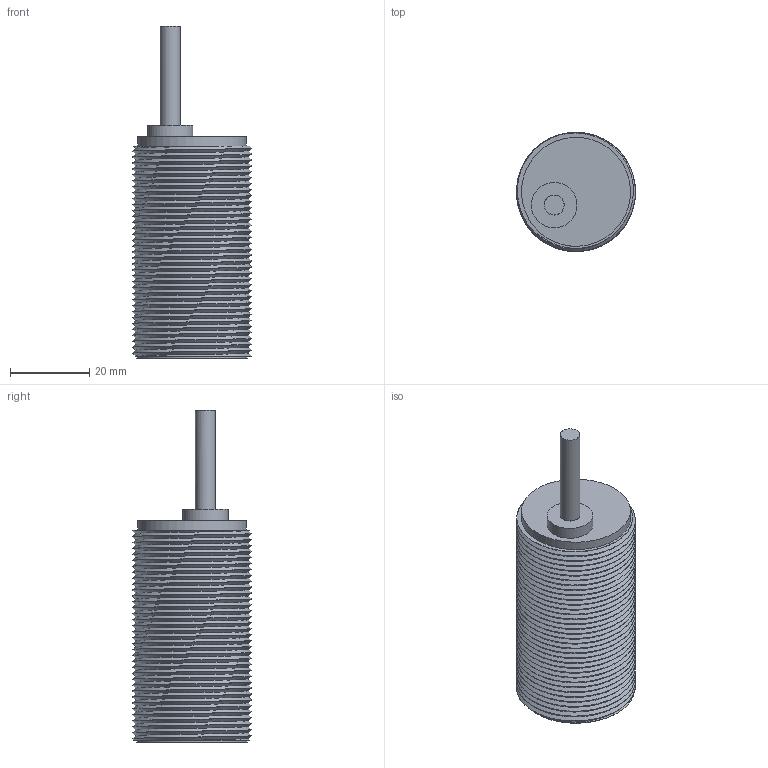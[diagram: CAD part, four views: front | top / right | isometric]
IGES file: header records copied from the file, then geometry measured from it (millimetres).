
Global section: file name: M30_B_KABEL_I1CF-M3016N-O3U2-GDS; native system: Autodesk Inventor 2021; preprocessor: unknown; author: S. Sandt; organization: di-soric GmbH & Co. KG; date: 20210812.083626; units: millimetre
Bounding box: 30 x 30 x 83.79 mm (x, y, z)
Volume: 10245.8 mm3; surface area: 14404.5 mm2
Topology: 1 solids, 3 shells, 19 faces, 39 edges, 30 vertices
Faces by surface type: bspline 19
